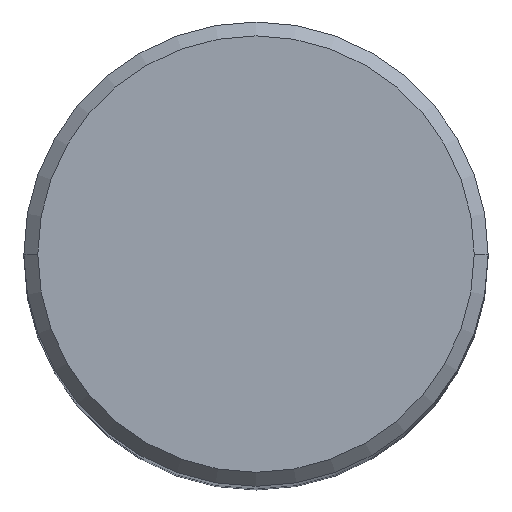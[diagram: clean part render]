
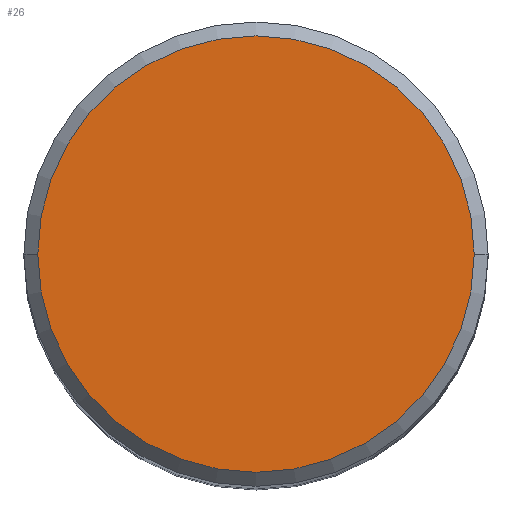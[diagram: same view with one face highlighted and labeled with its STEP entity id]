
A CAD part, top view. The second image highlights one B-rep face of the part: STEP entity #26.
In plain terms, the highlighted planar face has unit normal (0, 0, 1).
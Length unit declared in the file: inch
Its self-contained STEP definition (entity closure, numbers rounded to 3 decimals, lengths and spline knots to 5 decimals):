
#22 = AXIS2_PLACEMENT_3D ( 'NONE', #103, #339, #99 ) ;
#25 = EDGE_CURVE ( 'NONE', #197, #61, #215, .T. ) ;
#26 = ADVANCED_FACE ( 'NONE', ( #177 ), #145, .T. ) ;
#44 = AXIS2_PLACEMENT_3D ( 'NONE', #118, #302, #116 ) ;
#61 = VERTEX_POINT ( 'NONE', #306 ) ;
#72 = CIRCLE ( 'NONE', #44, 0.235 ) ;
#99 = DIRECTION ( 'NONE',  ( 1., 0., 0. ) ) ;
#103 = CARTESIAN_POINT ( 'NONE',  ( 0., 0., 2.5 ) ) ;
#116 = DIRECTION ( 'NONE',  ( 1., 0., 0. ) ) ;
#118 = CARTESIAN_POINT ( 'NONE',  ( 0., 0., 2.5 ) ) ;
#144 = DIRECTION ( 'NONE',  ( 1., 0., 0. ) ) ;
#145 = PLANE ( 'NONE',  #22 ) ;
#152 = CARTESIAN_POINT ( 'NONE',  ( -0.235, 0., 2.5 ) ) ;
#161 = AXIS2_PLACEMENT_3D ( 'NONE', #262, #202, #144 ) ;
#177 = FACE_OUTER_BOUND ( 'NONE', #327, .T. ) ;
#197 = VERTEX_POINT ( 'NONE', #152 ) ;
#202 = DIRECTION ( 'NONE',  ( 0., 0., 1. ) ) ;
#215 = CIRCLE ( 'NONE', #161, 0.235 ) ;
#225 = ORIENTED_EDGE ( 'NONE', *, *, #329, .T. ) ;
#262 = CARTESIAN_POINT ( 'NONE',  ( 0., 0., 2.5 ) ) ;
#271 = ORIENTED_EDGE ( 'NONE', *, *, #25, .T. ) ;
#302 = DIRECTION ( 'NONE',  ( 0., 0., 1. ) ) ;
#306 = CARTESIAN_POINT ( 'NONE',  ( 0.235, 0., 2.5 ) ) ;
#327 = EDGE_LOOP ( 'NONE', ( #271, #225 ) ) ;
#329 = EDGE_CURVE ( 'NONE', #61, #197, #72, .T. ) ;
#339 = DIRECTION ( 'NONE',  ( 0., 0., 1. ) ) ;
